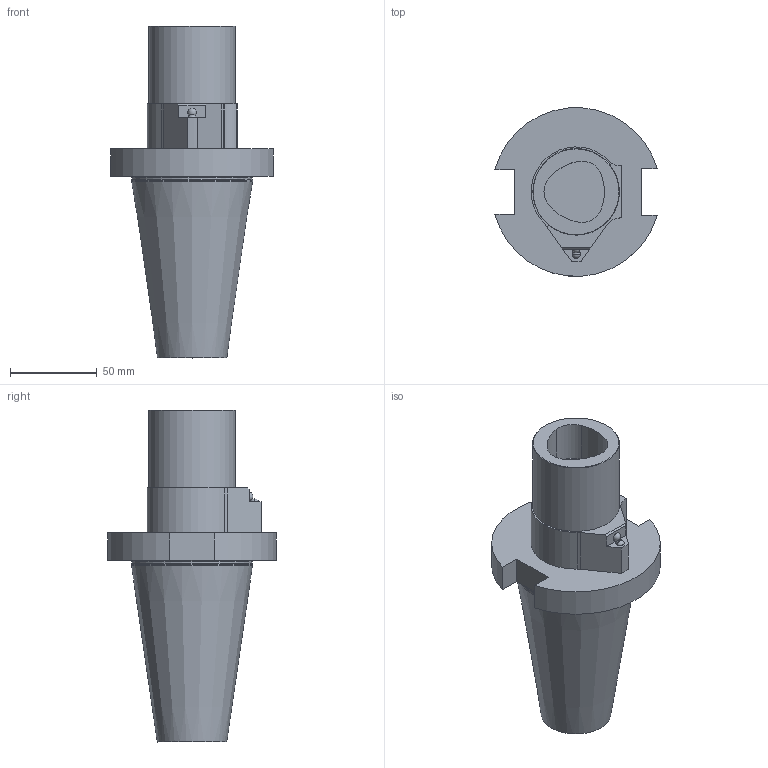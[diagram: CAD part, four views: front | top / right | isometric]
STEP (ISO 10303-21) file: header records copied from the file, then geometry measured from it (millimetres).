
FILE_DESCRIPTION(/* description */ (''),/* implementation_level */ '2;1');
FILE_NAME(/* name */ '10000914349nxv000_01_214.stp',/* time_stamp */ '2022-01-26T15:21:20+01:00',/* author */ (''),/* organization */ (''),/* preprocessor_version */ 'ST-DEVELOPER v16.7',/* originating_system */ 'SIEMENS PLM Software NX 12.0',/* authorisation */ '');
FILE_SCHEMA (('AUTOMOTIVE_DESIGN { 1 0 10303 214 3 1 1 1 }'));
Length unit declared in the file: millimetre
Products named in the file (1): 10000914349nxv000_01
Bounding box: 93.87 x 97.19 x 191.85 mm (x, y, z)
Volume: 497124.4 mm3; surface area: 49671.7 mm2
Topology: 1 solids, 1 shells, 53 faces, 136 edges, 88 vertices
Faces by surface type: cylinder 20, plane 20, cone 6, torus 4, sphere 3
Full cylindrical faces by diameter (mm): 50 x1
Entity records: 1757 total; most frequent: CARTESIAN_POINT 301, DIRECTION 298, ORIENTED_EDGE 262, EDGE_CURVE 131, AXIS2_PLACEMENT_3D 116, VERTEX_POINT 87, LINE 66, VECTOR 66
